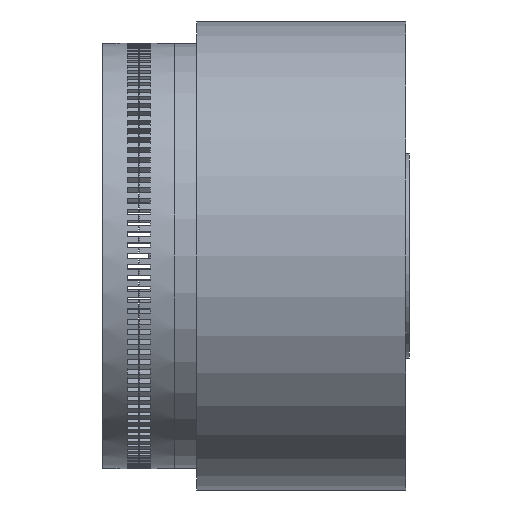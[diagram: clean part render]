
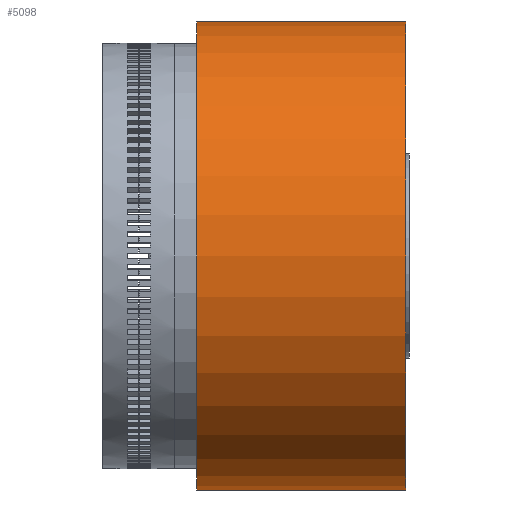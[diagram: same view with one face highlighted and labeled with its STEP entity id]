
A CAD part, front view. The second image highlights one B-rep face of the part: STEP entity #5098.
In plain terms, the highlighted cylindrical face has radius 40.132 mm (diameter 80.264 mm), a partial arc.
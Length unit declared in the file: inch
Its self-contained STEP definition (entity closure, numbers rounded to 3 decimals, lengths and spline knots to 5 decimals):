
#979 = DIRECTION ( 'NONE',  ( 0., 0., 1. ) ) ;
#4963 = DIRECTION ( 'NONE',  ( 0., 0., 1. ) ) ;
#5098 = ADVANCED_FACE ( 'NONE', ( #35800 ), #23540, .T. ) ;
#7958 = LINE ( 'NONE', #41305, #50429 ) ;
#9136 = DIRECTION ( 'NONE',  ( -1., 0., 0. ) ) ;
#10686 = CARTESIAN_POINT ( 'NONE',  ( -0.08346, 0., -1.58 ) ) ;
#11147 = ORIENTED_EDGE ( 'NONE', *, *, #41291, .T. ) ;
#15343 = DIRECTION ( 'NONE',  ( -1., 0., 0. ) ) ;
#16384 = EDGE_CURVE ( 'NONE', #45755, #44302, #16898, .T. ) ;
#16898 = CIRCLE ( 'NONE', #23825, 1.58 ) ;
#18255 = CARTESIAN_POINT ( 'NONE',  ( 0., 0., -1.58 ) ) ;
#23403 = CARTESIAN_POINT ( 'NONE',  ( 0., 0., 1.58 ) ) ;
#23519 = CARTESIAN_POINT ( 'NONE',  ( 1.413, 0., 1.58 ) ) ;
#23540 = CYLINDRICAL_SURFACE ( 'NONE', #23822, 1.58 ) ;
#23583 = ORIENTED_EDGE ( 'NONE', *, *, #16384, .F. ) ;
#23822 = AXIS2_PLACEMENT_3D ( 'NONE', #33917, #9136, #4963 ) ;
#23825 = AXIS2_PLACEMENT_3D ( 'NONE', #40013, #15343, #44136 ) ;
#24711 = EDGE_CURVE ( 'NONE', #39993, #45755, #41409, .T. ) ;
#25731 = AXIS2_PLACEMENT_3D ( 'NONE', #50361, #25841, #979 ) ;
#25841 = DIRECTION ( 'NONE',  ( -1., 0., 0. ) ) ;
#26297 = EDGE_LOOP ( 'NONE', ( #32727, #11147, #30488, #23583 ) ) ;
#30488 = ORIENTED_EDGE ( 'NONE', *, *, #36437, .T. ) ;
#31821 = VECTOR ( 'NONE', #39493, 39.37008 ) ;
#32727 = ORIENTED_EDGE ( 'NONE', *, *, #24711, .F. ) ;
#33917 = CARTESIAN_POINT ( 'NONE',  ( -0.08346, 0., 0. ) ) ;
#35800 = FACE_OUTER_BOUND ( 'NONE', #26297, .T. ) ;
#35997 = CARTESIAN_POINT ( 'NONE',  ( 1.413, 0., -1.58 ) ) ;
#36154 = VERTEX_POINT ( 'NONE', #23519 ) ;
#36437 = EDGE_CURVE ( 'NONE', #36154, #44302, #7958, .T. ) ;
#37192 = DIRECTION ( 'NONE',  ( -1., 0., 0. ) ) ;
#39493 = DIRECTION ( 'NONE',  ( -1., 0., 0. ) ) ;
#39993 = VERTEX_POINT ( 'NONE', #35997 ) ;
#40013 = CARTESIAN_POINT ( 'NONE',  ( 0., 0., 0. ) ) ;
#41291 = EDGE_CURVE ( 'NONE', #39993, #36154, #52159, .T. ) ;
#41305 = CARTESIAN_POINT ( 'NONE',  ( -0.08346, 0., 1.58 ) ) ;
#41409 = LINE ( 'NONE', #10686, #31821 ) ;
#44136 = DIRECTION ( 'NONE',  ( 0., 0., 1. ) ) ;
#44302 = VERTEX_POINT ( 'NONE', #23403 ) ;
#45755 = VERTEX_POINT ( 'NONE', #18255 ) ;
#50361 = CARTESIAN_POINT ( 'NONE',  ( 1.413, 0., 0. ) ) ;
#50429 = VECTOR ( 'NONE', #37192, 39.37008 ) ;
#52159 = CIRCLE ( 'NONE', #25731, 1.58 ) ;
